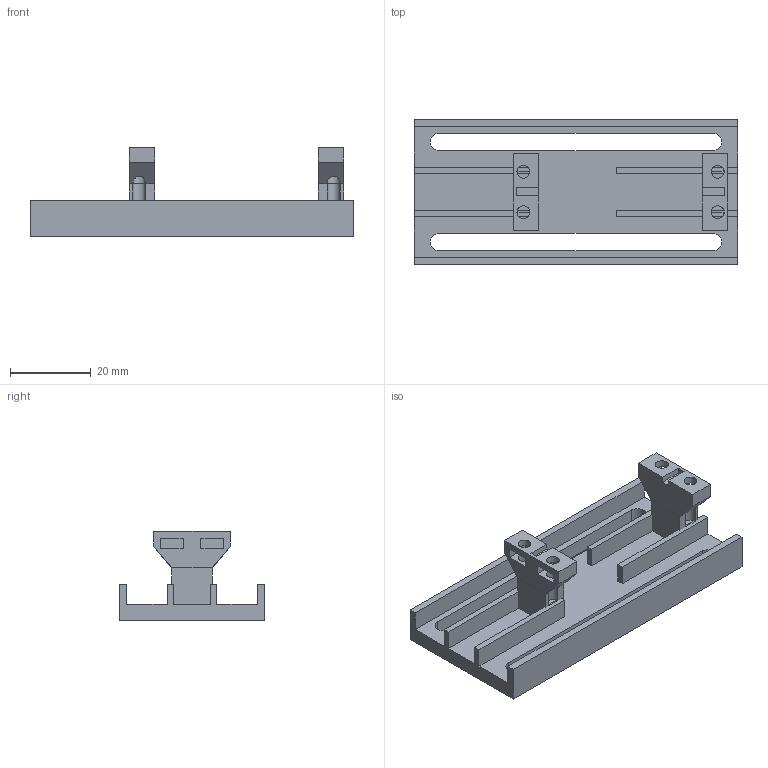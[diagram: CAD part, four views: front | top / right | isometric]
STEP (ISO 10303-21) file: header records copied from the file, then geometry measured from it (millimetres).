
FILE_DESCRIPTION(/* description */ (''),/* implementation_level */ '2;1');
FILE_NAME(/* name */ 'Base.step',/* time_stamp */ '2023-02-27T16:54:55Z',/* author */ (''),/* organization */ (''),/* preprocessor_version */ 'ST-DEVELOPER v19.2',/* originating_system */ 'Autodesk Translation Framework v11.17.0.187',/* authorisation */ '');
FILE_SCHEMA (('AUTOMOTIVE_DESIGN { 1 0 10303 214 3 1 1 }'));
Length unit declared in the file: millimetre
Products named in the file (1): Base
Bounding box: 80 x 36 x 22 mm (x, y, z)
Volume: 13716.4 mm3; surface area: 12104.2 mm2
Topology: 5 solids, 5 shells, 114 faces, 308 edges, 204 vertices
Faces by surface type: plane 98, cylinder 16
Full cylindrical faces by diameter (mm): 3.2 x8
Entity records: 3605 total; most frequent: CARTESIAN_POINT 627, ORIENTED_EDGE 616, DIRECTION 574, EDGE_CURVE 308, LINE 272, VECTOR 272, VERTEX_POINT 204, AXIS2_PLACEMENT_3D 151
